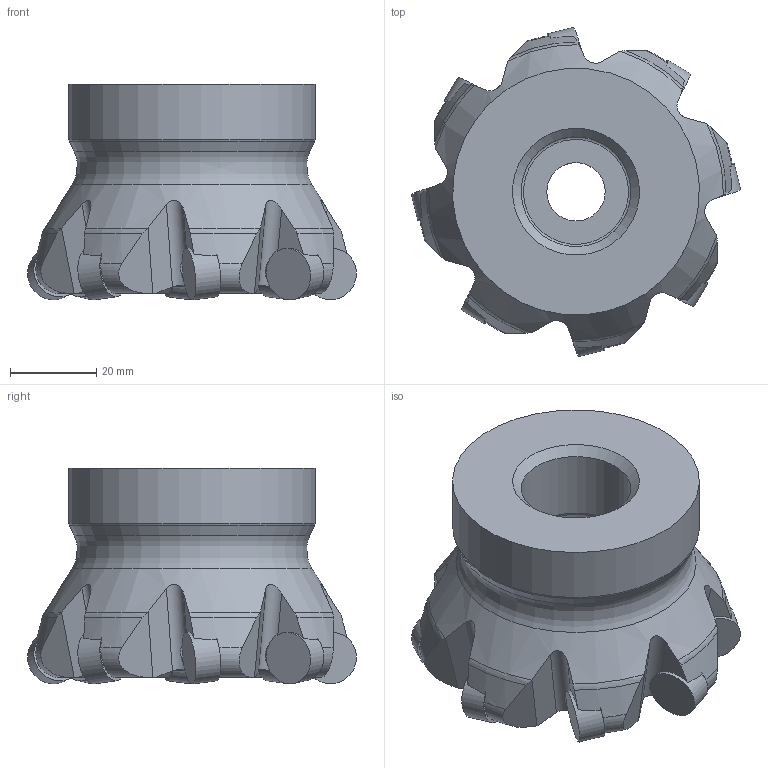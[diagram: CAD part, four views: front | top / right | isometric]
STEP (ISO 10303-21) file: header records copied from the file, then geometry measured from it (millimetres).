
FILE_DESCRIPTION(/* description */ (''),/* implementation_level */ '2;1');
FILE_NAME(/* name */ '1697110076430.stp',/* time_stamp */ '2023-10-12T16:58:06+05:00',/* author */ (''),/* organization */ ('SMS'),/* preprocessor_version */ 'ST-DEVELOPER v16.7',/* originating_system */ 'SIEMENS PLM Software NX 12.0',/* authorisation */ '');
FILE_SCHEMA (('AUTOMOTIVE_DESIGN { 1 0 10303 214 3 1 1 1 }'));
Length unit declared in the file: millimetre
Products named in the file (4): 204371717mod000_00; ASSEMBLY_CONSTRUCTION; 204892040mod000_00; 204892053mod000_00
Assembly tree (10 placements, depth 2):
  204892053mod000_00
    204892040mod000_00
    ASSEMBLY_CONSTRUCTION
    204371717mod000_00  x8
Bounding box: 76.18 x 76.18 x 50 mm (x, y, z)
Volume: 113671 mm3; surface area: 23092.6 mm2
Topology: 9 solids, 9 shells, 125 faces, 314 edges, 238 vertices
Faces by surface type: plane 60, cylinder 29, torus 22, cone 14
Full cylindrical faces by diameter (mm): 12 x8, 13.5 x1, 21 x1, 25.41 x1, 25.9 x1, 57.2 x1
Entity records: 4061 total; most frequent: CARTESIAN_POINT 1402, ORIENTED_EDGE 524, DIRECTION 462, EDGE_CURVE 262, AXIS2_PLACEMENT_3D 207, VERTEX_POINT 182, B_SPLINE_CURVE_WITH_KNOTS 136, EDGE_LOOP 126
